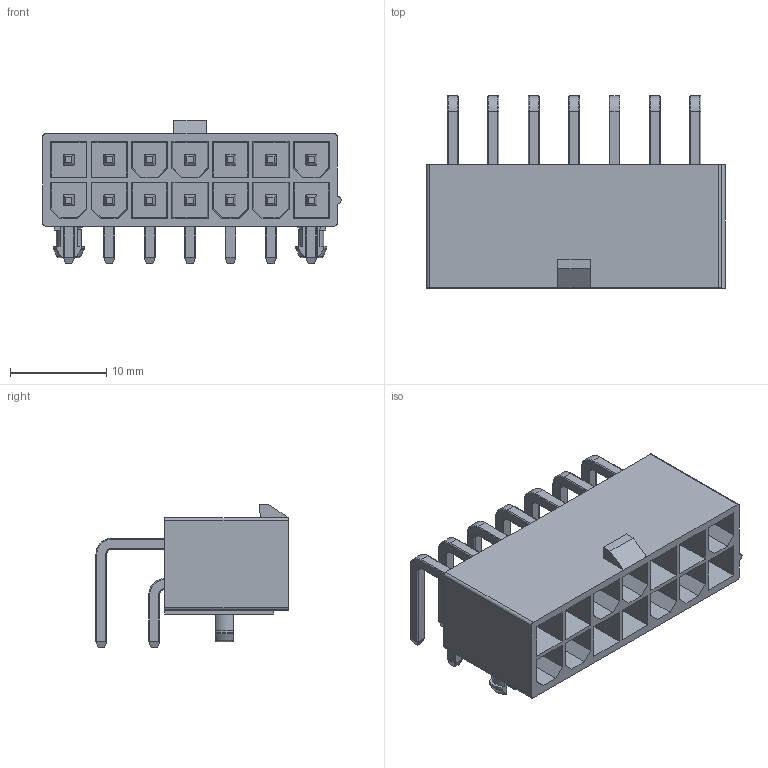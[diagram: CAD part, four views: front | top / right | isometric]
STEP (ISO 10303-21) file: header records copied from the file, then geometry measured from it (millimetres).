
FILE_DESCRIPTION( ('This file contains a STEP AP42 implementation' ,'as created by ZW3D STEP Interface translator.') ,'2;1' );
FILE_NAME( 'WF4202-2WR07WA2.stp' ,'231031.135326', (''), ('ZWCAD Software Co.'), 'Version 1.0', 'ZW3D to STEP translator', '' );
FILE_SCHEMA(('AUTOMOTIVE_DESIGN { 1 0 10303 214 1 1 1 1 }'));
Length unit declared in the file: millimetre
Products named in the file (2): 0; WF4202-2WR07WA2
Bounding box: 31 x 19.97 x 14.9 mm (x, y, z)
Volume: 2159.5 mm3; surface area: 5226.7 mm2
Topology: 1 solids, 1 shells, 921 faces, 2485 edges, 1634 vertices
Faces by surface type: plane 638, cylinder 181, bspline 98, cone 4
Entity records: 30757 total; most frequent: CARTESIAN_POINT 6761, ORIENTED_EDGE 4970, DIRECTION 4473, EDGE_CURVE 2485, VECTOR 1841, LINE 1841, VERTEX_POINT 1634, AXIS2_PLACEMENT_3D 1316
